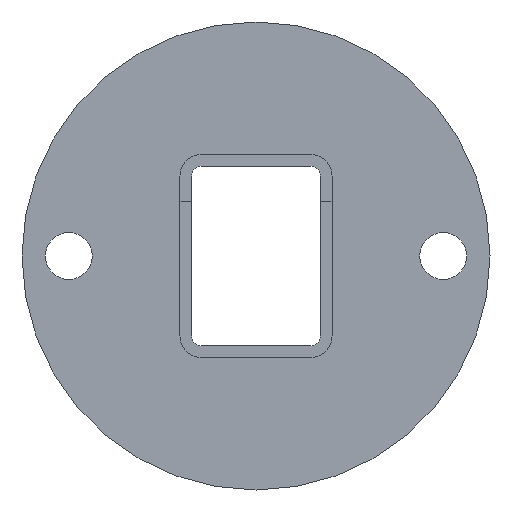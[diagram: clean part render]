
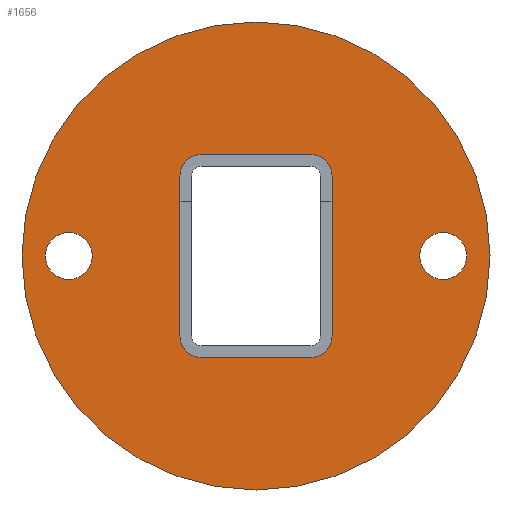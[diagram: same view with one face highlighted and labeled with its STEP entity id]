
A CAD part, front view. The second image highlights one B-rep face of the part: STEP entity #1656.
In plain terms, the highlighted planar face has unit normal (0, -1, 0).
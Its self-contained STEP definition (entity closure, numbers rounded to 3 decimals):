
#105 = CARTESIAN_POINT ( 'NONE',  ( 14., 0., -26. ) ) ;
#132 = CARTESIAN_POINT ( 'NONE',  ( -48., 0., 6. ) ) ;
#162 = EDGE_CURVE ( 'NONE', #1169, #1420, #742, .T. ) ;
#164 = EDGE_CURVE ( 'NONE', #1883, #1156, #744, .T. ) ;
#165 = EDGE_CURVE ( 'NONE', #1874, #1872, #746, .T. ) ;
#175 = EDGE_CURVE ( 'NONE', #1595, #1882, #763, .T. ) ;
#178 = EDGE_CURVE ( 'NONE', #1882, #1169, #767, .T. ) ;
#182 = EDGE_CURVE ( 'NONE', #1156, #1883, #770, .T. ) ;
#184 = EDGE_CURVE ( 'NONE', #1873, #1597, #776, .T. ) ;
#321 = DIRECTION ( 'NONE',  ( 0., 1., 0. ) ) ;
#327 = CARTESIAN_POINT ( 'NONE',  ( 0., 0., 0. ) ) ;
#329 = PLANE ( 'NONE',  #1727 ) ;
#330 = DIRECTION ( 'NONE',  ( 0., 0., 1. ) ) ;
#352 = CARTESIAN_POINT ( 'NONE',  ( -14., 0., 20.5 ) ) ;
#353 = DIRECTION ( 'NONE',  ( 0., 1., 0. ) ) ;
#354 = DIRECTION ( 'NONE',  ( 0., 0., 1. ) ) ;
#359 = CARTESIAN_POINT ( 'NONE',  ( 14., 0., 20.5 ) ) ;
#360 = DIRECTION ( 'NONE',  ( 0., 1., 0. ) ) ;
#361 = DIRECTION ( 'NONE',  ( 0., 0., 1. ) ) ;
#362 = CARTESIAN_POINT ( 'NONE',  ( 48., 0., 0. ) ) ;
#363 = DIRECTION ( 'NONE',  ( 0., -1., 0. ) ) ;
#364 = DIRECTION ( 'NONE',  ( 0., 0., 1. ) ) ;
#373 = CARTESIAN_POINT ( 'NONE',  ( -48., 0., 0. ) ) ;
#374 = DIRECTION ( 'NONE',  ( 0., -1., 0. ) ) ;
#375 = DIRECTION ( 'NONE',  ( 0., 0., 1. ) ) ;
#384 = CARTESIAN_POINT ( 'NONE',  ( 14., 0., -20.5 ) ) ;
#385 = DIRECTION ( 'NONE',  ( 0., 1., 0. ) ) ;
#386 = DIRECTION ( 'NONE',  ( 0., 0., 1. ) ) ;
#394 = CARTESIAN_POINT ( 'NONE',  ( -19.5, 0., 26. ) ) ;
#395 = DIRECTION ( 'NONE',  ( 1., 0., 0. ) ) ;
#404 = CARTESIAN_POINT ( 'NONE',  ( 19.5, 0., 26. ) ) ;
#406 = DIRECTION ( 'NONE',  ( 0., 0., -1. ) ) ;
#407 = CARTESIAN_POINT ( 'NONE',  ( -48., 0., -6. ) ) ;
#409 = CARTESIAN_POINT ( 'NONE',  ( 48., 0., 6. ) ) ;
#410 = CARTESIAN_POINT ( 'NONE',  ( 48., 0., -6. ) ) ;
#415 = CARTESIAN_POINT ( 'NONE',  ( -14., 0., -26. ) ) ;
#416 = CARTESIAN_POINT ( 'NONE',  ( 0., 0., 60. ) ) ;
#450 = CIRCLE ( 'NONE', #1671, 6. ) ;
#454 = CIRCLE ( 'NONE', #1729, 5.5 ) ;
#460 = CIRCLE ( 'NONE', #1702, 5.5 ) ;
#466 = CIRCLE ( 'NONE', #1674, 6. ) ;
#471 = CIRCLE ( 'NONE', #1677, 5.5 ) ;
#476 = LINE ( 'NONE', #394, #479 ) ;
#479 = VECTOR ( 'NONE', #395, 1000. ) ;
#486 = LINE ( 'NONE', #404, #488 ) ;
#488 = VECTOR ( 'NONE', #406, 1000. ) ;
#742 = LINE ( 'NONE', #1314, #745 ) ;
#744 = CIRCLE ( 'NONE', #1692, 60. ) ;
#745 = VECTOR ( 'NONE', #1313, 1000. ) ;
#746 = CIRCLE ( 'NONE', #1791, 6. ) ;
#763 = LINE ( 'NONE', #1340, #765 ) ;
#765 = VECTOR ( 'NONE', #1353, 1000. ) ;
#767 = CIRCLE ( 'NONE', #1792, 5.5 ) ;
#770 = CIRCLE ( 'NONE', #1787, 60. ) ;
#776 = CIRCLE ( 'NONE', #1786, 6. ) ;
#816 = ORIENTED_EDGE ( 'NONE', *, *, #1820, .T. ) ;
#841 = ORIENTED_EDGE ( 'NONE', *, *, #164, .F. ) ;
#846 = ORIENTED_EDGE ( 'NONE', *, *, #1741, .F. ) ;
#853 = ORIENTED_EDGE ( 'NONE', *, *, #175, .T. ) ;
#859 = ORIENTED_EDGE ( 'NONE', *, *, #1816, .T. ) ;
#874 = ORIENTED_EDGE ( 'NONE', *, *, #1754, .F. ) ;
#938 = FACE_BOUND ( 'NONE', #1565, .T. ) ;
#943 = FACE_OUTER_BOUND ( 'NONE', #1581, .T. ) ;
#945 = FACE_BOUND ( 'NONE', #1568, .T. ) ;
#948 = FACE_BOUND ( 'NONE', #1553, .T. ) ;
#1156 = VERTEX_POINT ( 'NONE', #1234 ) ;
#1169 = VERTEX_POINT ( 'NONE', #1244 ) ;
#1171 = ORIENTED_EDGE ( 'NONE', *, *, #178, .T. ) ;
#1184 = ORIENTED_EDGE ( 'NONE', *, *, #184, .F. ) ;
#1188 = ORIENTED_EDGE ( 'NONE', *, *, #165, .F. ) ;
#1195 = ORIENTED_EDGE ( 'NONE', *, *, #182, .F. ) ;
#1205 = CARTESIAN_POINT ( 'NONE',  ( 14., 0., 26. ) ) ;
#1209 = CARTESIAN_POINT ( 'NONE',  ( -14., 0., 26. ) ) ;
#1212 = CARTESIAN_POINT ( 'NONE',  ( 19.5, 0., 20.5 ) ) ;
#1217 = CARTESIAN_POINT ( 'NONE',  ( -19.5, 0., 20.5 ) ) ;
#1226 = CARTESIAN_POINT ( 'NONE',  ( 19.5, 0., -20.5 ) ) ;
#1234 = CARTESIAN_POINT ( 'NONE',  ( 0., 0., -60. ) ) ;
#1239 = DIRECTION ( 'NONE',  ( 0., 0., 1. ) ) ;
#1244 = CARTESIAN_POINT ( 'NONE',  ( -19.5, 0., -20.5 ) ) ;
#1246 = CARTESIAN_POINT ( 'NONE',  ( -48., 0., 0. ) ) ;
#1249 = DIRECTION ( 'NONE',  ( 0., 0., 1. ) ) ;
#1252 = DIRECTION ( 'NONE',  ( 0., -1., 0. ) ) ;
#1265 = CARTESIAN_POINT ( 'NONE',  ( 0., 0., 0. ) ) ;
#1269 = DIRECTION ( 'NONE',  ( 0., 1., 0. ) ) ;
#1313 = DIRECTION ( 'NONE',  ( 0., 0., 1. ) ) ;
#1314 = CARTESIAN_POINT ( 'NONE',  ( -19.5, 0., 26. ) ) ;
#1322 = DIRECTION ( 'NONE',  ( 0., 0., 1. ) ) ;
#1327 = DIRECTION ( 'NONE',  ( 0., -1., 0. ) ) ;
#1328 = DIRECTION ( 'NONE',  ( 0., 0., 1. ) ) ;
#1334 = CARTESIAN_POINT ( 'NONE',  ( 48., 0., 0. ) ) ;
#1335 = DIRECTION ( 'NONE',  ( 0., 1., 0. ) ) ;
#1336 = CARTESIAN_POINT ( 'NONE',  ( 0., 0., 0. ) ) ;
#1340 = CARTESIAN_POINT ( 'NONE',  ( -19.5, 0., -26. ) ) ;
#1345 = DIRECTION ( 'NONE',  ( 0., 0., 1. ) ) ;
#1351 = CARTESIAN_POINT ( 'NONE',  ( -14., 0., -20.5 ) ) ;
#1353 = DIRECTION ( 'NONE',  ( -1., 0., 0. ) ) ;
#1364 = DIRECTION ( 'NONE',  ( 0., 1., 0. ) ) ;
#1420 = VERTEX_POINT ( 'NONE', #1217 ) ;
#1421 = VERTEX_POINT ( 'NONE', #1209 ) ;
#1422 = VERTEX_POINT ( 'NONE', #1205 ) ;
#1423 = VERTEX_POINT ( 'NONE', #1212 ) ;
#1424 = VERTEX_POINT ( 'NONE', #1226 ) ;
#1553 = EDGE_LOOP ( 'NONE', ( #846, #1188 ) ) ;
#1565 = EDGE_LOOP ( 'NONE', ( #853, #1171, #1836, #1835, #816, #1851, #1839, #859 ) ) ;
#1568 = EDGE_LOOP ( 'NONE', ( #874, #1184 ) ) ;
#1581 = EDGE_LOOP ( 'NONE', ( #1195, #841 ) ) ;
#1595 = VERTEX_POINT ( 'NONE', #105 ) ;
#1597 = VERTEX_POINT ( 'NONE', #132 ) ;
#1656 = ADVANCED_FACE ( 'NONE', ( #945, #948, #943, #938 ), #329, .F. ) ;
#1671 = AXIS2_PLACEMENT_3D ( 'NONE', #362, #363, #364 ) ;
#1674 = AXIS2_PLACEMENT_3D ( 'NONE', #373, #374, #375 ) ;
#1677 = AXIS2_PLACEMENT_3D ( 'NONE', #384, #385, #386 ) ;
#1692 = AXIS2_PLACEMENT_3D ( 'NONE', #1336, #1335, #1328 ) ;
#1702 = AXIS2_PLACEMENT_3D ( 'NONE', #359, #360, #361 ) ;
#1714 = EDGE_CURVE ( 'NONE', #1420, #1421, #454, .T. ) ;
#1723 = EDGE_CURVE ( 'NONE', #1422, #1423, #460, .T. ) ;
#1727 = AXIS2_PLACEMENT_3D ( 'NONE', #327, #321, #330 ) ;
#1729 = AXIS2_PLACEMENT_3D ( 'NONE', #352, #353, #354 ) ;
#1741 = EDGE_CURVE ( 'NONE', #1872, #1874, #450, .T. ) ;
#1754 = EDGE_CURVE ( 'NONE', #1597, #1873, #466, .T. ) ;
#1786 = AXIS2_PLACEMENT_3D ( 'NONE', #1246, #1252, #1239 ) ;
#1787 = AXIS2_PLACEMENT_3D ( 'NONE', #1265, #1269, #1249 ) ;
#1791 = AXIS2_PLACEMENT_3D ( 'NONE', #1334, #1327, #1322 ) ;
#1792 = AXIS2_PLACEMENT_3D ( 'NONE', #1351, #1364, #1345 ) ;
#1816 = EDGE_CURVE ( 'NONE', #1424, #1595, #471, .T. ) ;
#1820 = EDGE_CURVE ( 'NONE', #1421, #1422, #476, .T. ) ;
#1825 = EDGE_CURVE ( 'NONE', #1423, #1424, #486, .T. ) ;
#1835 = ORIENTED_EDGE ( 'NONE', *, *, #1714, .T. ) ;
#1836 = ORIENTED_EDGE ( 'NONE', *, *, #162, .T. ) ;
#1839 = ORIENTED_EDGE ( 'NONE', *, *, #1825, .T. ) ;
#1851 = ORIENTED_EDGE ( 'NONE', *, *, #1723, .T. ) ;
#1872 = VERTEX_POINT ( 'NONE', #409 ) ;
#1873 = VERTEX_POINT ( 'NONE', #407 ) ;
#1874 = VERTEX_POINT ( 'NONE', #410 ) ;
#1882 = VERTEX_POINT ( 'NONE', #415 ) ;
#1883 = VERTEX_POINT ( 'NONE', #416 ) ;
